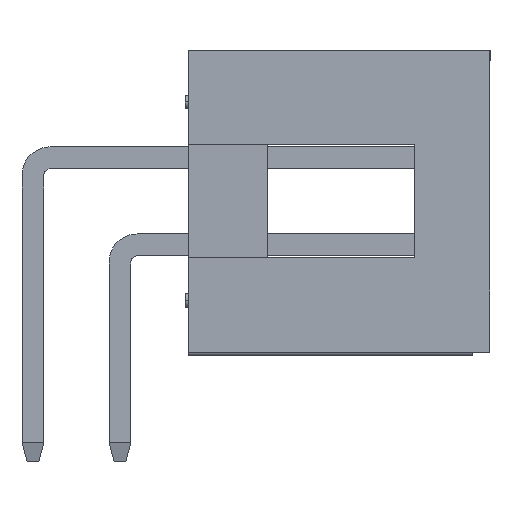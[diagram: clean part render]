
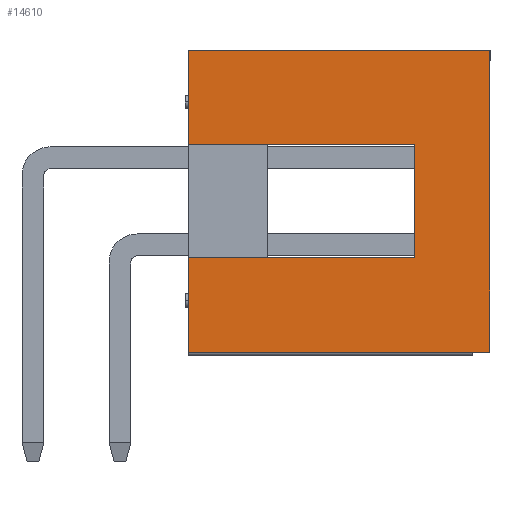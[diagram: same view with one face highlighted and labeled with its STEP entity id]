
A CAD part, left-side view. The second image highlights one B-rep face of the part: STEP entity #14610.
In plain terms, the highlighted planar face has unit normal (-1, 0, 0).
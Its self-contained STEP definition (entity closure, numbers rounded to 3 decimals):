
#396 = EDGE_LOOP ( 'NONE', ( #24804, #25708, #27852, #22225, #26636, #619, #11813, #5166 ) ) ;
#619 = ORIENTED_EDGE ( 'NONE', *, *, #7815, .F. ) ;
#1068 = VERTEX_POINT ( 'NONE', #24172 ) ;
#1268 = LINE ( 'NONE', #9972, #8309 ) ;
#2977 = EDGE_CURVE ( 'NONE', #3212, #12166, #20503, .T. ) ;
#3212 = VERTEX_POINT ( 'NONE', #4037 ) ;
#3461 = CARTESIAN_POINT ( 'NONE',  ( -13.96, -2.835, 5.415 ) ) ;
#3683 = EDGE_CURVE ( 'NONE', #10389, #15890, #28361, .T. ) ;
#3947 = DIRECTION ( 'NONE',  ( 0., 0., -1. ) ) ;
#4037 = CARTESIAN_POINT ( 'NONE',  ( -13.96, 3.765, 5.415 ) ) ;
#4252 = DIRECTION ( 'NONE',  ( 0., 0., -1. ) ) ;
#4482 = CARTESIAN_POINT ( 'NONE',  ( -13.96, -5.035, -0.635 ) ) ;
#4606 = VECTOR ( 'NONE', #17721, 1000. ) ;
#5073 = CARTESIAN_POINT ( 'NONE',  ( -13.96, 3.765, 8.165 ) ) ;
#5166 = ORIENTED_EDGE ( 'NONE', *, *, #23081, .T. ) ;
#5341 = VECTOR ( 'NONE', #4252, 1000. ) ;
#6704 = LINE ( 'NONE', #24223, #4606 ) ;
#7172 = CARTESIAN_POINT ( 'NONE',  ( -13.96, -5.035, 8.165 ) ) ;
#7600 = LINE ( 'NONE', #3461, #13636 ) ;
#7815 = EDGE_CURVE ( 'NONE', #18679, #10389, #8882, .T. ) ;
#8309 = VECTOR ( 'NONE', #3947, 1000. ) ;
#8376 = EDGE_CURVE ( 'NONE', #1068, #15890, #1268, .T. ) ;
#8882 = LINE ( 'NONE', #17210, #11452 ) ;
#9419 = CARTESIAN_POINT ( 'NONE',  ( -13.96, -5.035, 8.165 ) ) ;
#9972 = CARTESIAN_POINT ( 'NONE',  ( -13.96, 3.765, 8.165 ) ) ;
#10053 = VECTOR ( 'NONE', #10767, 1000. ) ;
#10389 = VERTEX_POINT ( 'NONE', #18258 ) ;
#10655 = CARTESIAN_POINT ( 'NONE',  ( -13.96, 3.765, -0.635 ) ) ;
#10767 = DIRECTION ( 'NONE',  ( 0., 1., 0. ) ) ;
#10820 = VECTOR ( 'NONE', #24825, 1000. ) ;
#11167 = CARTESIAN_POINT ( 'NONE',  ( -13.96, -2.835, 2.115 ) ) ;
#11452 = VECTOR ( 'NONE', #17344, 1000. ) ;
#11813 = ORIENTED_EDGE ( 'NONE', *, *, #14811, .T. ) ;
#12166 = VERTEX_POINT ( 'NONE', #24888 ) ;
#13636 = VECTOR ( 'NONE', #14269, 1000. ) ;
#13732 = DIRECTION ( 'NONE',  ( 0., -1., 0. ) ) ;
#14269 = DIRECTION ( 'NONE',  ( 0., 0., -1. ) ) ;
#14610 = ADVANCED_FACE ( 'NONE', ( #25000 ), #15885, .F. ) ;
#14811 = EDGE_CURVE ( 'NONE', #18679, #15298, #20314, .T. ) ;
#14814 = LINE ( 'NONE', #19415, #5341 ) ;
#15298 = VERTEX_POINT ( 'NONE', #5073 ) ;
#15722 = CARTESIAN_POINT ( 'NONE',  ( -13.96, -5.035, 8.165 ) ) ;
#15885 = PLANE ( 'NONE',  #19565 ) ;
#15890 = VERTEX_POINT ( 'NONE', #10655 ) ;
#17210 = CARTESIAN_POINT ( 'NONE',  ( -13.96, -5.035, 8.165 ) ) ;
#17344 = DIRECTION ( 'NONE',  ( 0., 0., -1. ) ) ;
#17721 = DIRECTION ( 'NONE',  ( 0., 1., 0. ) ) ;
#18258 = CARTESIAN_POINT ( 'NONE',  ( -13.96, -5.035, -0.635 ) ) ;
#18424 = VERTEX_POINT ( 'NONE', #11167 ) ;
#18679 = VERTEX_POINT ( 'NONE', #15722 ) ;
#18765 = EDGE_CURVE ( 'NONE', #12166, #18424, #7600, .T. ) ;
#19415 = CARTESIAN_POINT ( 'NONE',  ( -13.96, 3.765, 8.165 ) ) ;
#19565 = AXIS2_PLACEMENT_3D ( 'NONE', #7172, #24713, #13732 ) ;
#20067 = EDGE_CURVE ( 'NONE', #18424, #1068, #6704, .T. ) ;
#20314 = LINE ( 'NONE', #9419, #10820 ) ;
#20503 = LINE ( 'NONE', #24733, #23840 ) ;
#22225 = ORIENTED_EDGE ( 'NONE', *, *, #8376, .T. ) ;
#22692 = DIRECTION ( 'NONE',  ( 0., -1., 0. ) ) ;
#23081 = EDGE_CURVE ( 'NONE', #15298, #3212, #14814, .T. ) ;
#23840 = VECTOR ( 'NONE', #22692, 1000. ) ;
#24172 = CARTESIAN_POINT ( 'NONE',  ( -13.96, 3.765, 2.115 ) ) ;
#24223 = CARTESIAN_POINT ( 'NONE',  ( -13.96, -2.835, 2.115 ) ) ;
#24713 = DIRECTION ( 'NONE',  ( 1., 0., 0. ) ) ;
#24733 = CARTESIAN_POINT ( 'NONE',  ( -13.96, -2.835, 5.415 ) ) ;
#24804 = ORIENTED_EDGE ( 'NONE', *, *, #2977, .T. ) ;
#24825 = DIRECTION ( 'NONE',  ( 0., 1., 0. ) ) ;
#24888 = CARTESIAN_POINT ( 'NONE',  ( -13.96, -2.835, 5.415 ) ) ;
#25000 = FACE_OUTER_BOUND ( 'NONE', #396, .T. ) ;
#25708 = ORIENTED_EDGE ( 'NONE', *, *, #18765, .T. ) ;
#26636 = ORIENTED_EDGE ( 'NONE', *, *, #3683, .F. ) ;
#27852 = ORIENTED_EDGE ( 'NONE', *, *, #20067, .T. ) ;
#28361 = LINE ( 'NONE', #4482, #10053 ) ;
